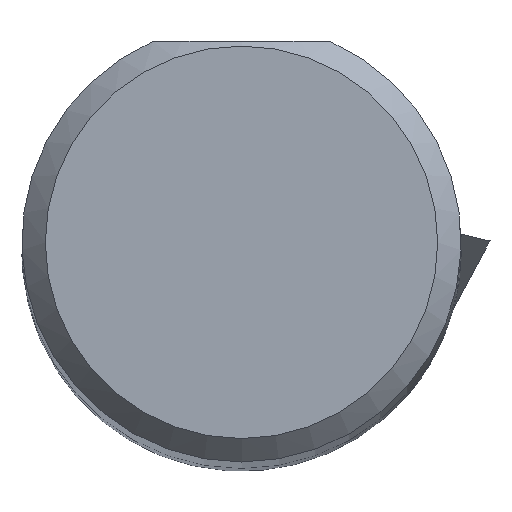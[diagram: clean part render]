
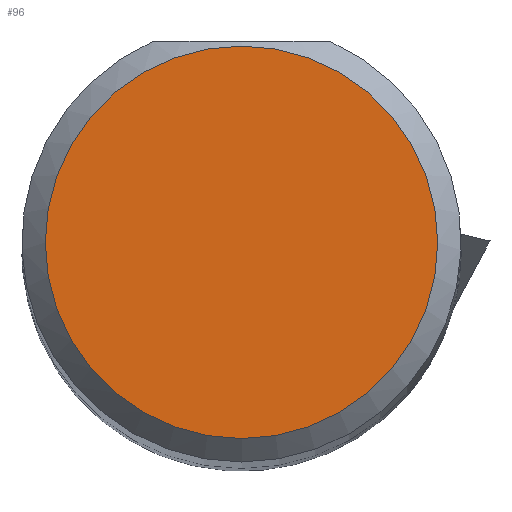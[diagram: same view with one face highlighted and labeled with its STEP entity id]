
A CAD part, top view. The second image highlights one B-rep face of the part: STEP entity #96.
In plain terms, the highlighted planar face has unit normal (0, 0, 1).
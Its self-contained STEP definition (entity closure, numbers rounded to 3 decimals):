
#72=PLANE('',#534);
#96=ADVANCED_FACE('',(#129),#72,.T.);
#129=FACE_OUTER_BOUND('',#154,.T.);
#154=EDGE_LOOP('',(#281));
#176=CIRCLE('',#533,2.225);
#281=ORIENTED_EDGE('',*,*,#385,.F.);
#329=VERTEX_POINT('',#806);
#385=EDGE_CURVE('',#329,#329,#176,.T.);
#533=AXIS2_PLACEMENT_3D('',#805,#655,#656);
#534=AXIS2_PLACEMENT_3D('',#807,#657,#658);
#655=DIRECTION('',(0.,0.,-1.));
#656=DIRECTION('',(0.,1.,0.));
#657=DIRECTION('',(0.,0.,1.));
#658=DIRECTION('',(0.,1.,0.));
#805=CARTESIAN_POINT('',(0.,0.,41.3));
#806=CARTESIAN_POINT('',(0.,2.225,41.3));
#807=CARTESIAN_POINT('',(0.,0.,41.3));
